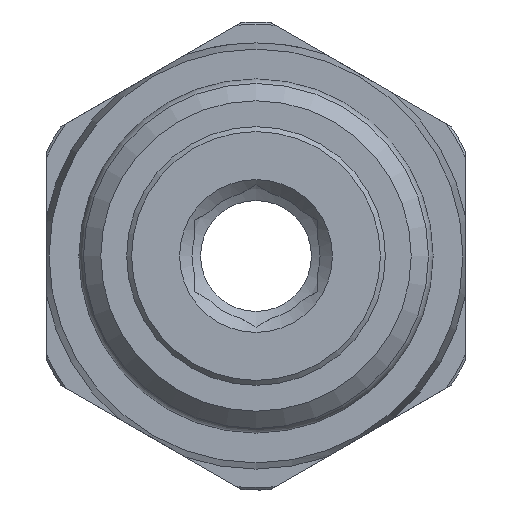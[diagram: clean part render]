
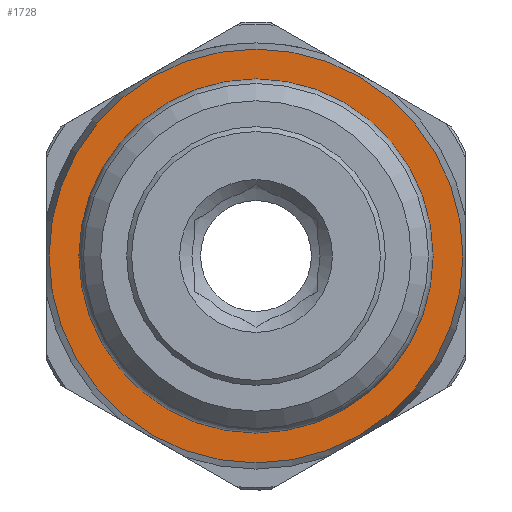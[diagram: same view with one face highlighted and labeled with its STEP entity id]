
A CAD part, left-side view. The second image highlights one B-rep face of the part: STEP entity #1728.
In plain terms, the highlighted face is planar.
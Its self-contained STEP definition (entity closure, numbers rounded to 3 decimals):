
#43=PLANE('',#1877);
#185=CIRCLE('',#1876,8.4);
#186=CIRCLE('',#1878,6.);
#358=ORIENTED_EDGE('',*,*,#685,.T.);
#359=ORIENTED_EDGE('',*,*,#684,.F.);
#684=EDGE_CURVE('',#837,#837,#185,.T.);
#685=EDGE_CURVE('',#838,#838,#186,.T.);
#837=VERTEX_POINT('',#2669);
#838=VERTEX_POINT('',#2672);
#1048=EDGE_LOOP('',(#358));
#1049=EDGE_LOOP('',(#359));
#1176=FACE_BOUND('',#1048,.T.);
#1177=FACE_BOUND('',#1049,.T.);
#1728=ADVANCED_FACE('',(#1176,#1177),#43,.T.);
#1876=AXIS2_PLACEMENT_3D('',#2668,#2159,#2160);
#1877=AXIS2_PLACEMENT_3D('',#2670,#2161,#2162);
#1878=AXIS2_PLACEMENT_3D('',#2671,#2163,#2164);
#2159=DIRECTION('',(-1.,0.,0.));
#2160=DIRECTION('',(0.,0.,1.));
#2161=DIRECTION('',(1.,0.,0.));
#2162=DIRECTION('',(0.,0.,-1.));
#2163=DIRECTION('',(-1.,0.,0.));
#2164=DIRECTION('',(0.,0.,1.));
#2668=CARTESIAN_POINT('',(2.983,0.,0.));
#2669=CARTESIAN_POINT('',(2.983,0.,8.4));
#2670=CARTESIAN_POINT('',(2.983,0.,8.4));
#2671=CARTESIAN_POINT('',(2.983,0.,0.));
#2672=CARTESIAN_POINT('',(2.983,0.,6.));
